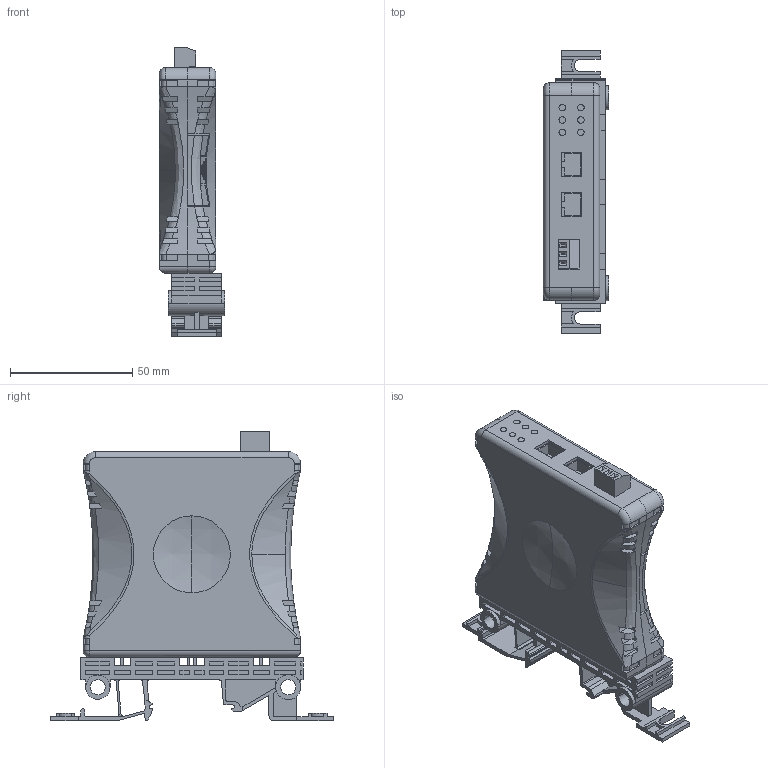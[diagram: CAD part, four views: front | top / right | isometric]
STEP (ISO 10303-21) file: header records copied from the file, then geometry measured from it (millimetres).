
FILE_DESCRIPTION (( 'STEP AP214' ), '1' );
FILE_NAME ('GS-EDRV100.STEP', '2011-05-05T13:48:51', ( '.adc' ), ( '' ), 'SwSTEP 2.0', 'SolidWorks 2009', '' );
FILE_SCHEMA (( 'AUTOMOTIVE_DESIGN' ));
Length unit declared in the file: inch
Products named in the file (3): GS-EDRV100; GS-EDRV100 DIN rail bracket
Assembly tree (2 placements, depth 2):
  GS-EDRV100
    GS-EDRV100 DIN rail bracket
    GS-EDRV100
Bounding box: 26.75 x 115.55 x 118.56 mm (x, y, z)
Volume: 168947.9 mm3; surface area: 43007.5 mm2
Topology: 7 solids, 7 shells, 841 faces, 2249 edges, 1480 vertices
Faces by surface type: plane 669, cylinder 121, bspline 28, cone 12, sphere 7, torus 4
Entity records: 36591 total; most frequent: CARTESIAN_POINT 6455, ORIENTED_EDGE 4492, DIRECTION 3926, EDGE_CURVE 2246, VECTOR 1740, LINE 1740, VERTEX_POINT 1480, AXIS2_PLACEMENT_3D 1093
